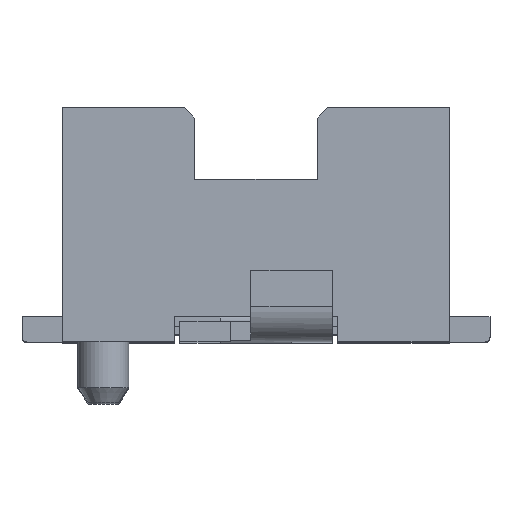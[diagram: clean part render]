
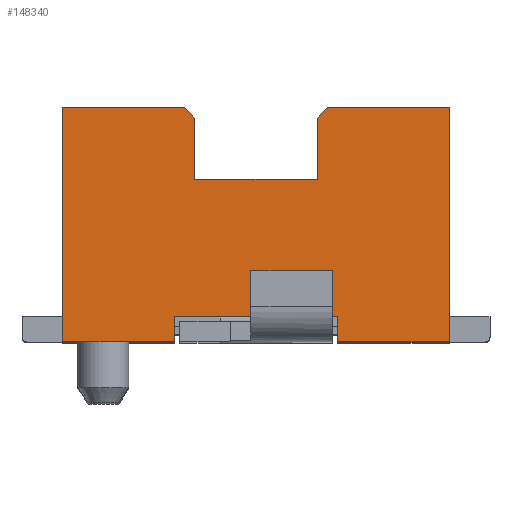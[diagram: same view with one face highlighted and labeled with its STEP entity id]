
A CAD part, top view. The second image highlights one B-rep face of the part: STEP entity #148340.
In plain terms, the highlighted planar face has unit normal (0, 0, 1).
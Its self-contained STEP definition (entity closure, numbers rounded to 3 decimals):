
#15290=CARTESIAN_POINT('',(-10.31,2.55,8.38));
#15300=DIRECTION('',(-1.,0.,0.));
#15310=VECTOR('',#15300,1.);
#15320=LINE('',#15290,#15310);
#15330=CARTESIAN_POINT('',(-10.31,2.55,8.38));
#15340=VERTEX_POINT('',#15330);
#15350=CARTESIAN_POINT('',(-11.51,2.55,8.38));
#15360=VERTEX_POINT('',#15350);
#15370=EDGE_CURVE('',#15340,#15360,#15320,.T.);
#20800=CARTESIAN_POINT('',(-14.11,2.55,8.38));
#20810=VERTEX_POINT('',#20800);
#20840=CARTESIAN_POINT('',(-14.11,0.25,8.38));
#20850=DIRECTION('',(0.,1.,0.));
#20860=VECTOR('',#20850,1.);
#20870=LINE('',#20840,#20860);
#20880=CARTESIAN_POINT('',(-14.11,0.25,8.38));
#20890=VERTEX_POINT('',#20880);
#20900=EDGE_CURVE('',#20890,#20810,#20870,.T.);
#72210=CARTESIAN_POINT('',(-12.91,2.55,8.38));
#72220=VERTEX_POINT('',#72210);
#72250=EDGE_CURVE('',#72220,#20810,#15320,.T.);
#133610=CARTESIAN_POINT('',(-10.31,0.25,8.38));
#133620=VERTEX_POINT('',#133610);
#133650=CARTESIAN_POINT('',(-10.31,0.25,8.38));
#133660=DIRECTION('',(0.,1.,0.));
#133670=VECTOR('',#133660,1.);
#133680=LINE('',#133650,#133670);
#133690=EDGE_CURVE('',#133620,#15340,#133680,.T.);
#141640=CARTESIAN_POINT('',(-12.81,1.85,8.38));
#141650=VERTEX_POINT('',#141640);
#141680=CARTESIAN_POINT('',(-12.81,0.25,8.38));
#141690=DIRECTION('',(0.,-1.,0.));
#141700=VECTOR('',#141690,1.);
#141710=LINE('',#141680,#141700);
#141720=CARTESIAN_POINT('',(-12.81,2.45,8.38));
#141730=VERTEX_POINT('',#141720);
#141740=EDGE_CURVE('',#141730,#141650,#141710,.T.);
#141900=CARTESIAN_POINT('',(-10.61,0.25,8.38));
#141910=DIRECTION('',(0.707,-0.707,-0.));
#141920=VECTOR('',#141910,1.);
#141930=LINE('',#141900,#141920);
#141940=EDGE_CURVE('',#72220,#141730,#141930,.T.);
#144950=CARTESIAN_POINT('',(-13.01,0.25,8.38));
#144960=VERTEX_POINT('',#144950);
#145080=CARTESIAN_POINT('',(-15.25,0.25,8.38));
#145090=DIRECTION('',(1.,0.,0.));
#145100=VECTOR('',#145090,1.);
#145110=LINE('',#145080,#145100);
#145120=EDGE_CURVE('',#20890,#144960,#145110,.T.);
#147720=CARTESIAN_POINT('',(-10.31,0.25,8.38));
#147730=DIRECTION('',(0.,0.,1.));
#147740=DIRECTION('',(-1.,0.,0.));
#147750=AXIS2_PLACEMENT_3D('',#147720,#147730,#147740);
#147760=PLANE('',#147750);
#147770=CARTESIAN_POINT('',(-13.81,0.25,8.38));
#147780=DIRECTION('',(0.707,0.707,0.));
#147790=VECTOR('',#147780,1.);
#147800=LINE('',#147770,#147790);
#147810=CARTESIAN_POINT('',(-11.61,2.45,8.38));
#147820=VERTEX_POINT('',#147810);
#147830=EDGE_CURVE('',#147820,#15360,#147800,.T.);
#147840=ORIENTED_EDGE('',*,*,#147830,.F.);
#147850=ORIENTED_EDGE('',*,*,#15370,.T.);
#147860=ORIENTED_EDGE('',*,*,#133690,.T.);
#147870=CARTESIAN_POINT('',(-11.41,0.25,8.38));
#147880=VERTEX_POINT('',#147870);
#147890=EDGE_CURVE('',#147880,#133620,#145110,.T.);
#147900=ORIENTED_EDGE('',*,*,#147890,.T.);
#147910=CARTESIAN_POINT('',(-11.41,0.25,8.38));
#147920=DIRECTION('',(0.,-1.,0.));
#147930=VECTOR('',#147920,1.);
#147940=LINE('',#147910,#147930);
#147950=CARTESIAN_POINT('',(-11.41,0.5,8.38));
#147960=VERTEX_POINT('',#147950);
#147970=EDGE_CURVE('',#147960,#147880,#147940,.T.);
#147980=ORIENTED_EDGE('',*,*,#147970,.T.);
#147990=CARTESIAN_POINT('',(-15.25,0.5,8.38));
#148000=DIRECTION('',(1.,0.,0.));
#148010=VECTOR('',#148000,1.);
#148020=LINE('',#147990,#148010);
#148030=CARTESIAN_POINT('',(-13.01,0.5,8.38));
#148040=VERTEX_POINT('',#148030);
#148050=EDGE_CURVE('',#148040,#147960,#148020,.T.);
#148060=ORIENTED_EDGE('',*,*,#148050,.T.);
#148070=CARTESIAN_POINT('',(-13.01,0.25,8.38));
#148080=DIRECTION('',(0.,1.,0.));
#148090=VECTOR('',#148080,1.);
#148100=LINE('',#148070,#148090);
#148110=EDGE_CURVE('',#144960,#148040,#148100,.T.);
#148120=ORIENTED_EDGE('',*,*,#148110,.T.);
#148130=ORIENTED_EDGE('',*,*,#145120,.T.);
#148140=ORIENTED_EDGE('',*,*,#20900,.F.);
#148150=ORIENTED_EDGE('',*,*,#72250,.T.);
#148160=ORIENTED_EDGE('',*,*,#141940,.F.);
#148170=ORIENTED_EDGE('',*,*,#141740,.F.);
#148180=CARTESIAN_POINT('',(-12.81,1.85,8.38));
#148190=DIRECTION('',(1.,0.,0.));
#148200=VECTOR('',#148190,1.);
#148210=LINE('',#148180,#148200);
#148220=CARTESIAN_POINT('',(-11.61,1.85,8.38));
#148230=VERTEX_POINT('',#148220);
#148240=EDGE_CURVE('',#141650,#148230,#148210,.T.);
#148250=ORIENTED_EDGE('',*,*,#148240,.F.);
#148260=CARTESIAN_POINT('',(-11.61,0.25,8.38));
#148270=DIRECTION('',(0.,1.,0.));
#148280=VECTOR('',#148270,1.);
#148290=LINE('',#148260,#148280);
#148300=EDGE_CURVE('',#148230,#147820,#148290,.T.);
#148310=ORIENTED_EDGE('',*,*,#148300,.F.);
#148320=EDGE_LOOP('',(#148310,#148250,#148170,#148160,#148150,#148140,
#148130,#148120,#148060,#147980,#147900,#147860,#147850,#147840));
#148330=FACE_OUTER_BOUND('',#148320,.T.);
#148340=ADVANCED_FACE('',(#148330),#147760,.T.);
